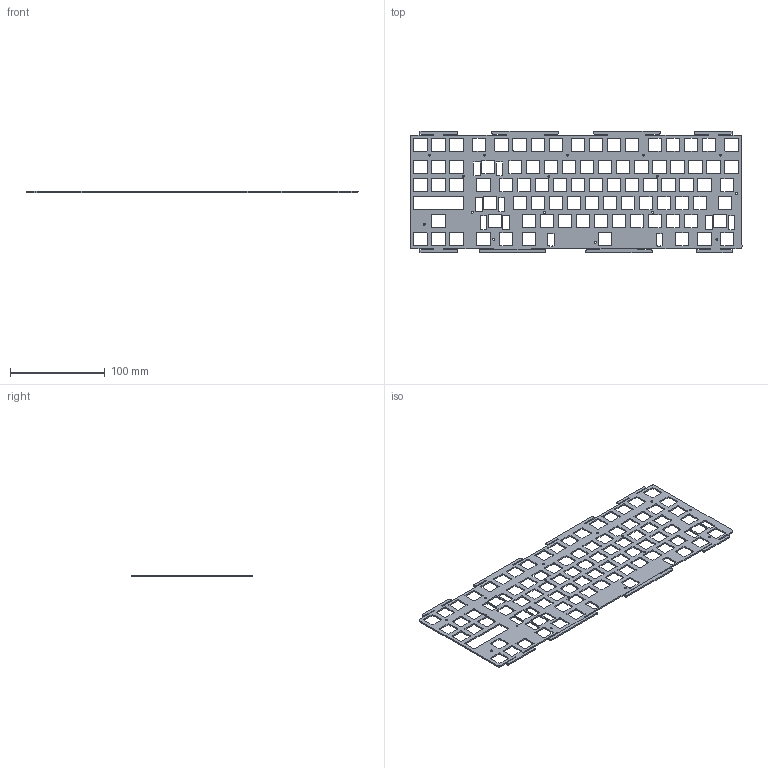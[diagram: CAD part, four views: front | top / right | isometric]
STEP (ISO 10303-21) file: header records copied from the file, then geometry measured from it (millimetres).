
FILE_DESCRIPTION(/* description */ ('','CAx-IF Rec.Pracs.---Representation and Presentation of Product Manufacturing Information (PMI)---4.0---2014-10-13'),/* implementation_level */ '2;1');
FILE_NAME(/* name */ 'Tiger80.step',/* time_stamp */ '2024-11-29T22:17:07+07:00',/* author */ (''),/* organization */ (''),/* preprocessor_version */ 'ST-DEVELOPER v20',/* originating_system */ 'Autodesk Translation Framework v13.20.0.188',/* authorisation */ '');
FILE_SCHEMA (('AP242_MANAGED_MODEL_BASED_3D_ENGINEERING_MIM_LF { 1 0 10303 442 1 1 4 }'));
Length unit declared in the file: millimetre
Products named in the file (2): (未保存); 零部件3
Assembly tree (1 placements, depth 2):
  (未保存)
    零部件3
Bounding box: 350.61 x 128.71 x 1.56 mm (x, y, z)
Volume: 37300.7 mm3; surface area: 60172.4 mm2
Topology: 1 solids, 1 shells, 938 faces, 2792 edges, 1856 vertices
Faces by surface type: plane 474, cylinder 448, cone 16
Full cylindrical faces by diameter (mm): 2.1 x16
Entity records: 32196 total; most frequent: CARTESIAN_POINT 5589, DIRECTION 5586, ORIENTED_EDGE 5584, EDGE_CURVE 2792, LINE 1880, VECTOR 1880, VERTEX_POINT 1856, AXIS2_PLACEMENT_3D 1853
